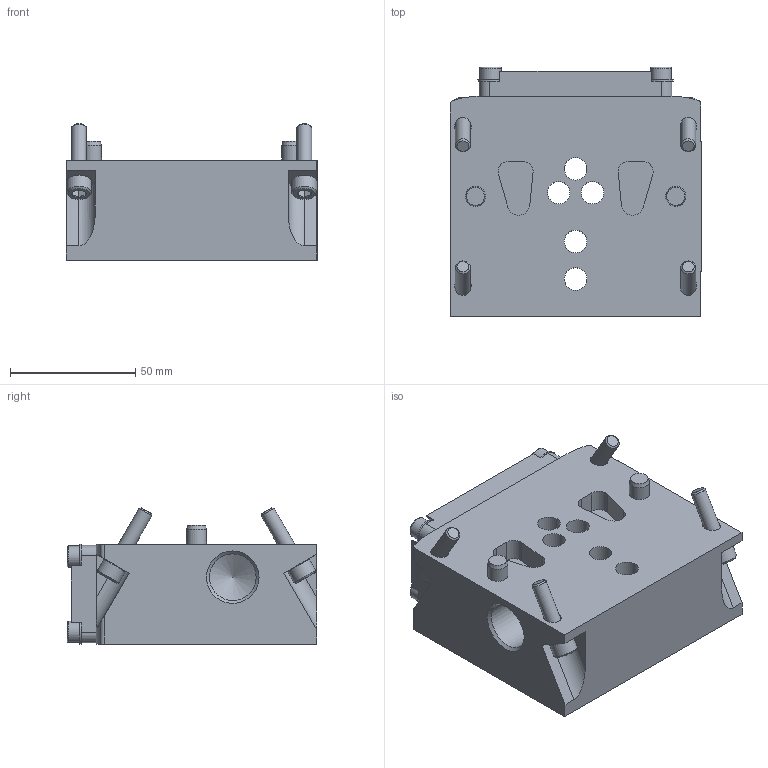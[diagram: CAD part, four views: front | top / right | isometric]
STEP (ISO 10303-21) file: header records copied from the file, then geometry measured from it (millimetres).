
FILE_DESCRIPTION(/* description */ ('STEP AP214'),/* implementation_level */ '2;1');
FILE_NAME(/* name */ '8141660_VOGI-F100FS-T32H-M-F90',/* time_stamp */ '2024-09-17T01:36:24+02:00',/* author */ ('License CC BY-ND 4.0'),/* organization */ ('CADENAS'),/* preprocessor_version */ 'ST-DEVELOPER v19.3',/* originating_system */ 'PARTsolutions',/* authorisation */ ' ');
FILE_SCHEMA (('AUTOMOTIVE_DESIGN {1 0 10303 214 3 1 1}'));
Length unit declared in the file: millimetre
Products named in the file (3): 8141660 VOGI-F100FS-T32H-M-F90---(high); 8142974 VOGI-F100FS-T32H-M-F90---(high_valve); ISO-4762 M6x25
Assembly tree (5 placements, depth 2):
  8141660 VOGI-F100FS-T32H-M-F90---(high)
    8142974 VOGI-F100FS-T32H-M-F90---(high_valve)
    ISO-4762 M6x25  x4
Bounding box: 100.3 x 99.6 x 54.51 mm (x, y, z)
Volume: 351928.5 mm3; surface area: 49536 mm2
Topology: 5 solids, 5 shells, 281 faces, 677 edges, 431 vertices
Faces by surface type: plane 147, cylinder 76, cone 54, torus 4
Full cylindrical faces by diameter (mm): 4.917 x4, 6 x4, 6.6 x4, 7 x4, 8 x4, 8.5 x4, 9 x7, 10 x8, 18.631 x1
Entity records: 5570 total; most frequent: DIRECTION 978, CARTESIAN_POINT 958, ORIENTED_EDGE 826, EDGE_CURVE 413, AXIS2_PLACEMENT_3D 370, VERTEX_POINT 301, FACE_BOUND 296, EDGE_LOOP 290
